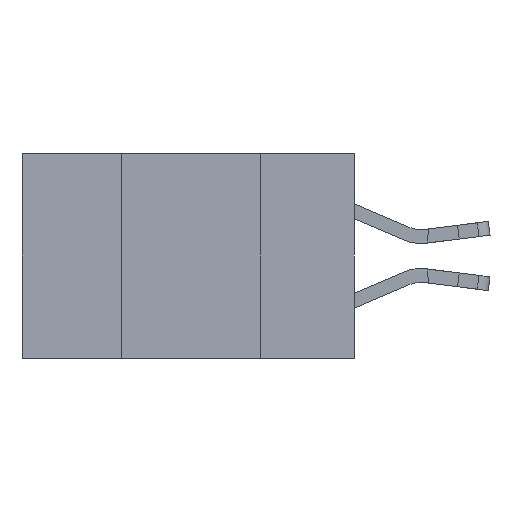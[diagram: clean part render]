
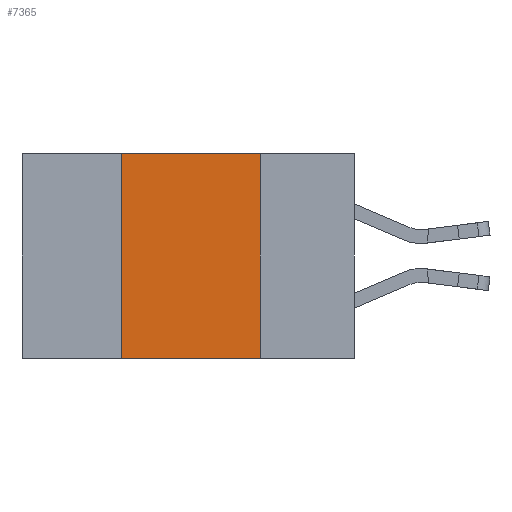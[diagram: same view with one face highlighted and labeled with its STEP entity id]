
A CAD part, left-side view. The second image highlights one B-rep face of the part: STEP entity #7365.
In plain terms, the highlighted planar face has unit normal (-1, 0, 0).
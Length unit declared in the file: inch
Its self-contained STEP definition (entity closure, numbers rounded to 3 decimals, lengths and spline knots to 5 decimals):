
#83 = ORIENTED_EDGE ( 'NONE', *, *, #11485, .T. ) ;
#187 = EDGE_CURVE ( 'NONE', #6788, #6865, #13922, .T. ) ;
#902 = LINE ( 'NONE', #15872, #9009 ) ;
#1279 = CARTESIAN_POINT ( 'NONE',  ( 0., 0.42, 0. ) ) ;
#1723 = VECTOR ( 'NONE', #18812, 39.37008 ) ;
#2055 = AXIS2_PLACEMENT_3D ( 'NONE', #12297, #13868, #4160 ) ;
#2084 = EDGE_LOOP ( 'NONE', ( #3986, #17129, #2576, #83 ) ) ;
#2529 = PLANE ( 'NONE',  #2055 ) ;
#2576 = ORIENTED_EDGE ( 'NONE', *, *, #17727, .F. ) ;
#3635 = VERTEX_POINT ( 'NONE', #7255 ) ;
#3986 = ORIENTED_EDGE ( 'NONE', *, *, #187, .F. ) ;
#4160 = DIRECTION ( 'NONE',  ( 0., 0., -1. ) ) ;
#4407 = CARTESIAN_POINT ( 'NONE',  ( 0., 0.17, -0.37 ) ) ;
#5312 = VECTOR ( 'NONE', #17018, 39.37008 ) ;
#5671 = VERTEX_POINT ( 'NONE', #11449 ) ;
#6788 = VERTEX_POINT ( 'NONE', #7485 ) ;
#6865 = VERTEX_POINT ( 'NONE', #4407 ) ;
#7255 = CARTESIAN_POINT ( 'NONE',  ( 0., 0.42, 0. ) ) ;
#7365 = ADVANCED_FACE ( 'NONE', ( #19551 ), #2529, .F. ) ;
#7485 = CARTESIAN_POINT ( 'NONE',  ( 0., 0.17, 0. ) ) ;
#7757 = CARTESIAN_POINT ( 'NONE',  ( 0., 0.17, 0. ) ) ;
#8500 = LINE ( 'NONE', #18777, #16425 ) ;
#9009 = VECTOR ( 'NONE', #17419, 39.37008 ) ;
#9329 = DIRECTION ( 'NONE',  ( 0., -1., 0. ) ) ;
#11449 = CARTESIAN_POINT ( 'NONE',  ( 0., 0.42, -0.37 ) ) ;
#11485 = EDGE_CURVE ( 'NONE', #5671, #6865, #8500, .T. ) ;
#12133 = LINE ( 'NONE', #1279, #1723 ) ;
#12297 = CARTESIAN_POINT ( 'NONE',  ( 0., 0.6, 0. ) ) ;
#13868 = DIRECTION ( 'NONE',  ( 1., 0., 0. ) ) ;
#13922 = LINE ( 'NONE', #7757, #5312 ) ;
#15872 = CARTESIAN_POINT ( 'NONE',  ( 0., 0.6, 0. ) ) ;
#16425 = VECTOR ( 'NONE', #9329, 39.37008 ) ;
#17018 = DIRECTION ( 'NONE',  ( 0., 0., -1. ) ) ;
#17129 = ORIENTED_EDGE ( 'NONE', *, *, #19783, .F. ) ;
#17419 = DIRECTION ( 'NONE',  ( 0., -1., 0. ) ) ;
#17727 = EDGE_CURVE ( 'NONE', #5671, #3635, #12133, .T. ) ;
#18777 = CARTESIAN_POINT ( 'NONE',  ( 0., 0.6, -0.37 ) ) ;
#18812 = DIRECTION ( 'NONE',  ( 0., 0., 1. ) ) ;
#19551 = FACE_OUTER_BOUND ( 'NONE', #2084, .T. ) ;
#19783 = EDGE_CURVE ( 'NONE', #3635, #6788, #902, .T. ) ;
